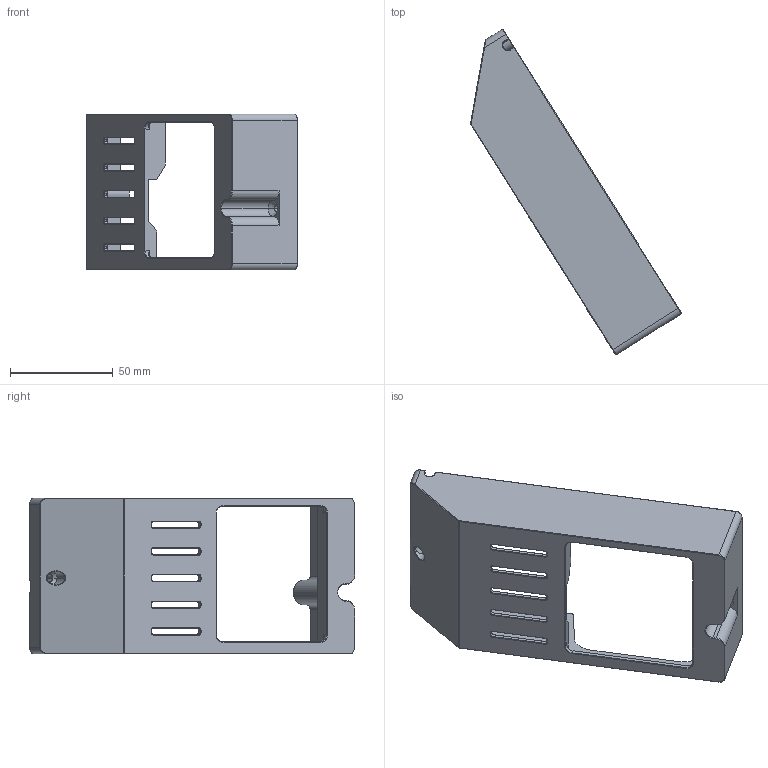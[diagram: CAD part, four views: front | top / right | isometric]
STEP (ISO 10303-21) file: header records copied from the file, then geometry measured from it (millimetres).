
FILE_DESCRIPTION (( 'STEP AP214' ), '1' );
FILE_NAME ('腔体加热-盖 - V4 - 倾斜35度.STEP', '2025-12-09T08:15:59', ( '' ), ( '' ), 'SwSTEP 2.0', 'SolidWorks 2021', '' );
FILE_SCHEMA (( 'AUTOMOTIVE_DESIGN' ));
Length unit declared in the file: millimetre
Products named in the file (1): 腔体加热-盖 - V4 - 倾斜35度
Bounding box: 102.86 x 158.59 x 76 mm (x, y, z)
Volume: 45004 mm3; surface area: 45958.3 mm2
Topology: 1 solids, 1 shells, 378 faces, 920 edges, 526 vertices
Faces by surface type: cylinder 156, plane 104, torus 41, cone 40, bspline 20, sphere 17
Entity records: 12577 total; most frequent: CARTESIAN_POINT 3847, DIRECTION 1872, ORIENTED_EDGE 1808, EDGE_CURVE 904, AXIS2_PLACEMENT_3D 699, VERTEX_POINT 526, LINE 474, VECTOR 474
